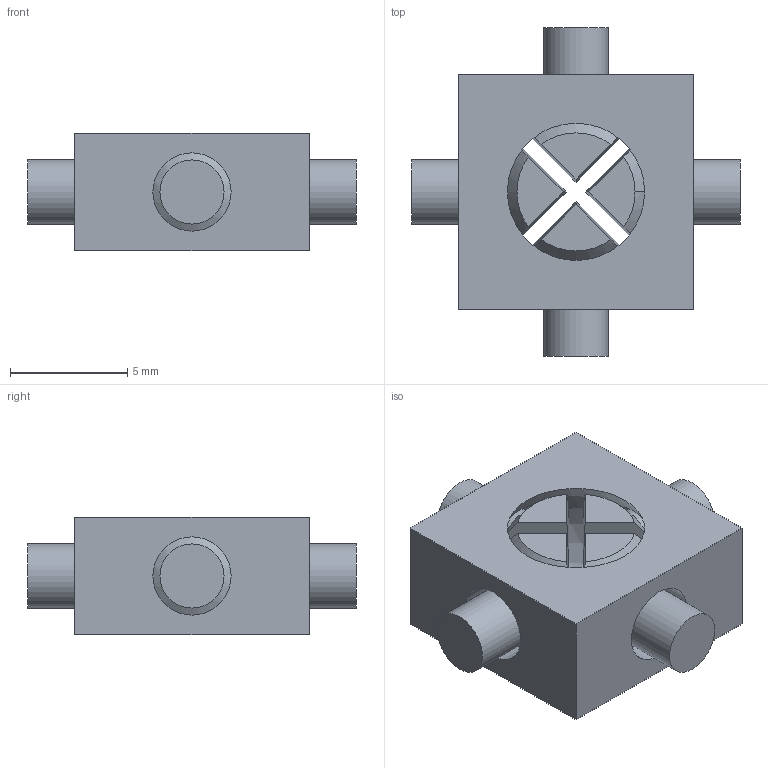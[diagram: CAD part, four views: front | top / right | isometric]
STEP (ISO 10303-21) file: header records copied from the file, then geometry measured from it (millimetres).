
FILE_DESCRIPTION(('FreeCAD Model'),'2;1');
FILE_NAME('Open CASCADE Shape Model','2022-06-25T17:08:16',('Author'),( ''),'Open CASCADE STEP processor 7.5','FreeCAD','Unknown');
FILE_SCHEMA(('AUTOMOTIVE_DESIGN { 1 0 10303 214 1 1 1 1 }'));
Length unit declared in the file: millimetre
Products named in the file (5): _d_printing_coaster_center_nut_and_arms1; nut-4holes; nut-4holes-1; arms-4; Cut002
Assembly tree (4 placements, depth 3):
  _d_printing_coaster_center_nut_and_arms1
    nut-4holes
      nut-4holes-1
    arms-4
      Cut002
Bounding box: 14 x 14 x 5 mm (x, y, z)
Volume: 461 mm3; surface area: 822.9 mm2
Topology: 5 solids, 5 shells, 48 faces, 102 edges, 66 vertices
Faces by surface type: plane 18, bspline 16, cylinder 8, sphere 6
Full cylindrical faces by diameter (mm): 2.733 x4, 3.333 x4
Entity records: 5405 total; most frequent: CARTESIAN_POINT 3351, DIRECTION 298, ORIENTED_EDGE 204, PCURVE 204, DEFINITIONAL_REPRESENTATION 204, LINE 138, VECTOR 138, B_SPLINE_CURVE_WITH_KNOTS 114
